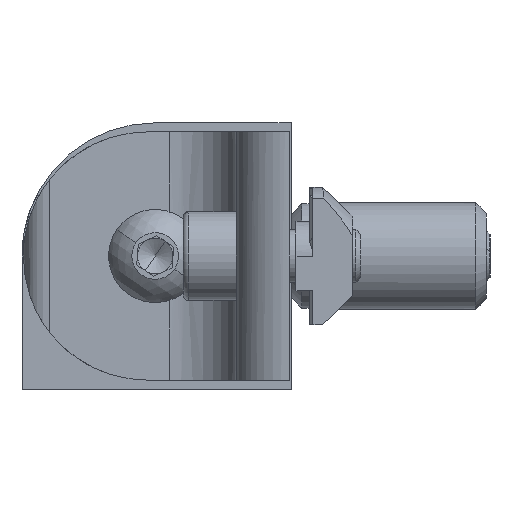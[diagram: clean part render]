
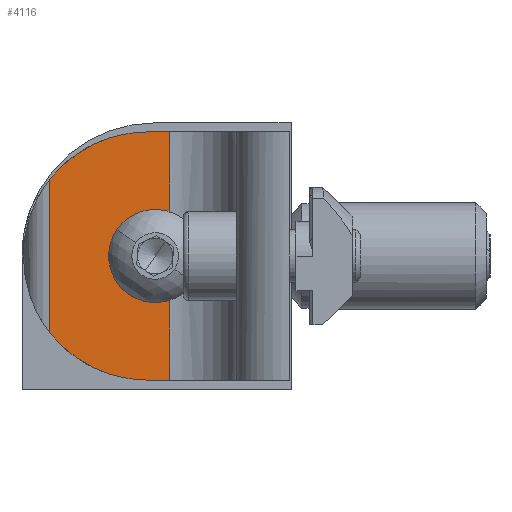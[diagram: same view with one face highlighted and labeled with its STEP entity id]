
A CAD part, left-side view. The second image highlights one B-rep face of the part: STEP entity #4116.
In plain terms, the highlighted planar face has unit normal (-1, 0, 0).
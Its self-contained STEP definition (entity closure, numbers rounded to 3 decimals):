
#60 = EDGE_LOOP ( 'NONE', ( #7713, #1840, #1453, #2209, #1919, #1442, #4863, #3474, #5549, #2772 ) ) ;
#328 = CARTESIAN_POINT ( 'NONE',  ( -6., 15.15, 13.975 ) ) ;
#369 = CIRCLE ( 'NONE', #5903, 3.65 ) ;
#406 = LINE ( 'NONE', #7785, #5495 ) ;
#577 = CARTESIAN_POINT ( 'NONE',  ( -6., 6., 27.95 ) ) ;
#769 = CARTESIAN_POINT ( 'NONE',  ( -6., 15.15, 13.975 ) ) ;
#828 = EDGE_CURVE ( 'NONE', #7587, #6547, #6644, .T. ) ;
#1021 = CARTESIAN_POINT ( 'NONE',  ( -6., 13.5, 10.719 ) ) ;
#1030 = DIRECTION ( 'NONE',  ( 0., 0., 1. ) ) ;
#1161 = CARTESIAN_POINT ( 'NONE',  ( -6., 16., 13.95 ) ) ;
#1251 = DIRECTION ( 'NONE',  ( 0., 1., 0. ) ) ;
#1388 = CARTESIAN_POINT ( 'NONE',  ( -6., 27., 22.61 ) ) ;
#1413 = CARTESIAN_POINT ( 'NONE',  ( -6., 16., 0. ) ) ;
#1442 = ORIENTED_EDGE ( 'NONE', *, *, #3559, .F. ) ;
#1453 = ORIENTED_EDGE ( 'NONE', *, *, #1610, .T. ) ;
#1610 = EDGE_CURVE ( 'NONE', #7181, #6504, #2090, .T. ) ;
#1764 = CARTESIAN_POINT ( 'NONE',  ( -6., 13.5, 0. ) ) ;
#1833 = EDGE_CURVE ( 'NONE', #6547, #6152, #406, .T. ) ;
#1840 = ORIENTED_EDGE ( 'NONE', *, *, #3424, .T. ) ;
#1866 = VECTOR ( 'NONE', #4254, 1000. ) ;
#1919 = ORIENTED_EDGE ( 'NONE', *, *, #6540, .T. ) ;
#1995 = AXIS2_PLACEMENT_3D ( 'NONE', #6396, #3414, #2782 ) ;
#2090 = CIRCLE ( 'NONE', #6905, 3.65 ) ;
#2171 = EDGE_CURVE ( 'NONE', #6504, #5580, #3981, .T. ) ;
#2209 = ORIENTED_EDGE ( 'NONE', *, *, #2171, .T. ) ;
#2449 = DIRECTION ( 'NONE',  ( -1., 0., 0. ) ) ;
#2704 = EDGE_CURVE ( 'NONE', #5666, #7244, #5519, .T. ) ;
#2756 = CARTESIAN_POINT ( 'NONE',  ( -6., 13.5, 27.95 ) ) ;
#2772 = ORIENTED_EDGE ( 'NONE', *, *, #2704, .T. ) ;
#2782 = DIRECTION ( 'NONE',  ( 0., 1., 0. ) ) ;
#2864 = PLANE ( 'NONE',  #1995 ) ;
#3047 = CARTESIAN_POINT ( 'NONE',  ( -6., 16., 14. ) ) ;
#3099 = CARTESIAN_POINT ( 'NONE',  ( -6., 13.5, 17.231 ) ) ;
#3119 = VECTOR ( 'NONE', #4294, 1000. ) ;
#3161 = DIRECTION ( 'NONE',  ( 1., 0., 0. ) ) ;
#3414 = DIRECTION ( 'NONE',  ( 1., 0., 0. ) ) ;
#3424 = EDGE_CURVE ( 'NONE', #4144, #7181, #369, .T. ) ;
#3430 = LINE ( 'NONE', #4370, #6466 ) ;
#3474 = ORIENTED_EDGE ( 'NONE', *, *, #1833, .T. ) ;
#3555 = CIRCLE ( 'NONE', #4051, 14. ) ;
#3559 = EDGE_CURVE ( 'NONE', #7587, #3957, #4861, .T. ) ;
#3867 = CARTESIAN_POINT ( 'NONE',  ( -6., 16., 27.95 ) ) ;
#3932 = DIRECTION ( 'NONE',  ( 0., 1., 0. ) ) ;
#3957 = VERTEX_POINT ( 'NONE', #7534 ) ;
#3981 = CIRCLE ( 'NONE', #5499, 3.65 ) ;
#4051 = AXIS2_PLACEMENT_3D ( 'NONE', #3047, #4230, #1251 ) ;
#4089 = AXIS2_PLACEMENT_3D ( 'NONE', #1161, #2449, #6473 ) ;
#4116 = ADVANCED_FACE ( 'NONE', ( #6437 ), #2864, .F. ) ;
#4144 = VERTEX_POINT ( 'NONE', #1021 ) ;
#4230 = DIRECTION ( 'NONE',  ( -1., 0., 0. ) ) ;
#4254 = DIRECTION ( 'NONE',  ( 0., -1., 0. ) ) ;
#4294 = DIRECTION ( 'NONE',  ( 0., -1., 0. ) ) ;
#4370 = CARTESIAN_POINT ( 'NONE',  ( -6., 13.5, 27.95 ) ) ;
#4548 = CARTESIAN_POINT ( 'NONE',  ( -6., 15.15, 10.325 ) ) ;
#4861 = LINE ( 'NONE', #577, #3119 ) ;
#4863 = ORIENTED_EDGE ( 'NONE', *, *, #828, .T. ) ;
#5130 = DIRECTION ( 'NONE',  ( 1., 0., 0. ) ) ;
#5239 = DIRECTION ( 'NONE',  ( 1., 0., 0. ) ) ;
#5495 = VECTOR ( 'NONE', #7743, 1000. ) ;
#5499 = AXIS2_PLACEMENT_3D ( 'NONE', #5792, #5239, #6472 ) ;
#5519 = LINE ( 'NONE', #7296, #1866 ) ;
#5549 = ORIENTED_EDGE ( 'NONE', *, *, #6581, .T. ) ;
#5580 = VERTEX_POINT ( 'NONE', #3099 ) ;
#5666 = VERTEX_POINT ( 'NONE', #1413 ) ;
#5792 = CARTESIAN_POINT ( 'NONE',  ( -6., 15.15, 13.975 ) ) ;
#5903 = AXIS2_PLACEMENT_3D ( 'NONE', #769, #3161, #6824 ) ;
#6018 = CARTESIAN_POINT ( 'NONE',  ( -6., 15.15, 17.625 ) ) ;
#6152 = VERTEX_POINT ( 'NONE', #7601 ) ;
#6284 = LINE ( 'NONE', #2756, #6723 ) ;
#6396 = CARTESIAN_POINT ( 'NONE',  ( -6., 6., 27.95 ) ) ;
#6437 = FACE_OUTER_BOUND ( 'NONE', #60, .T. ) ;
#6466 = VECTOR ( 'NONE', #6809, 1000. ) ;
#6472 = DIRECTION ( 'NONE',  ( 0., 1., 0. ) ) ;
#6473 = DIRECTION ( 'NONE',  ( 0., 1., 0. ) ) ;
#6504 = VERTEX_POINT ( 'NONE', #6018 ) ;
#6540 = EDGE_CURVE ( 'NONE', #5580, #3957, #3430, .T. ) ;
#6547 = VERTEX_POINT ( 'NONE', #1388 ) ;
#6581 = EDGE_CURVE ( 'NONE', #6152, #5666, #3555, .T. ) ;
#6644 = CIRCLE ( 'NONE', #4089, 14. ) ;
#6707 = EDGE_CURVE ( 'NONE', #7244, #4144, #6284, .T. ) ;
#6723 = VECTOR ( 'NONE', #1030, 1000. ) ;
#6809 = DIRECTION ( 'NONE',  ( 0., 0., 1. ) ) ;
#6824 = DIRECTION ( 'NONE',  ( 0., 1., 0. ) ) ;
#6905 = AXIS2_PLACEMENT_3D ( 'NONE', #328, #5130, #3932 ) ;
#7181 = VERTEX_POINT ( 'NONE', #4548 ) ;
#7244 = VERTEX_POINT ( 'NONE', #1764 ) ;
#7296 = CARTESIAN_POINT ( 'NONE',  ( -6., 6., 0. ) ) ;
#7534 = CARTESIAN_POINT ( 'NONE',  ( -6., 13.5, 27.95 ) ) ;
#7587 = VERTEX_POINT ( 'NONE', #3867 ) ;
#7601 = CARTESIAN_POINT ( 'NONE',  ( -6., 27., 5.34 ) ) ;
#7713 = ORIENTED_EDGE ( 'NONE', *, *, #6707, .T. ) ;
#7743 = DIRECTION ( 'NONE',  ( 0., 0., -1. ) ) ;
#7785 = CARTESIAN_POINT ( 'NONE',  ( -6., 27., 27.95 ) ) ;
